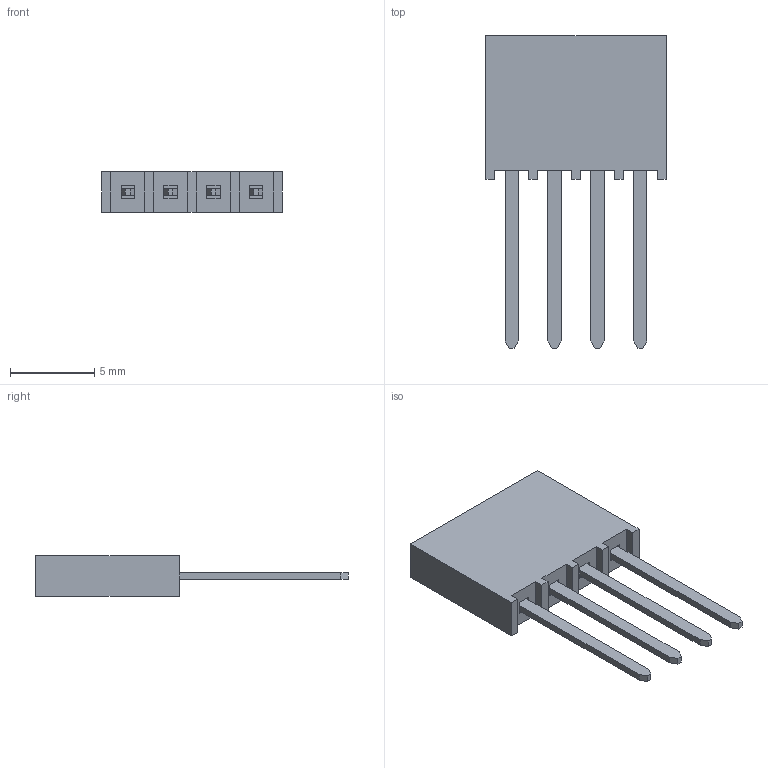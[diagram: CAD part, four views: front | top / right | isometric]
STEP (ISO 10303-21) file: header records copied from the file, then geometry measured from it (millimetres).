
FILE_DESCRIPTION( ( 'STEP AP214' ), '1' );
FILE_NAME( 'SSW-104-03-T-S.stp', '2020-09-22T02:03:59', ( 'License CC BY-ND 4.0' ), ( 'CADENAS' ), ' ', 'PARTsolutions', ' ' );
FILE_SCHEMA( ( 'AUTOMOTIVE_DESIGN { 1 0 10303 214 1 1 1 1 }' ) );
Length unit declared in the file: inch
Products named in the file (3): SSW-104-03-T-S; _T1SSW-104-03-G-S; _P2SSW-104-03-G-S
Assembly tree (2 placements, depth 2):
  SSW-104-03-T-S
    _T1SSW-104-03-G-S
    _P2SSW-104-03-G-S
Bounding box: 10.67 x 18.52 x 2.41 mm (x, y, z)
Volume: 204.3 mm3; surface area: 497.7 mm2
Topology: 2 solids, 2 shells, 72 faces, 192 edges, 128 vertices
Faces by surface type: plane 72
Entity records: 2842 total; most frequent: CARTESIAN_POINT 395, ORIENTED_EDGE 384, DIRECTION 342, EDGE_CURVE 192, LINE 192, VECTOR 192, VERTEX_POINT 128, EDGE_LOOP 84
